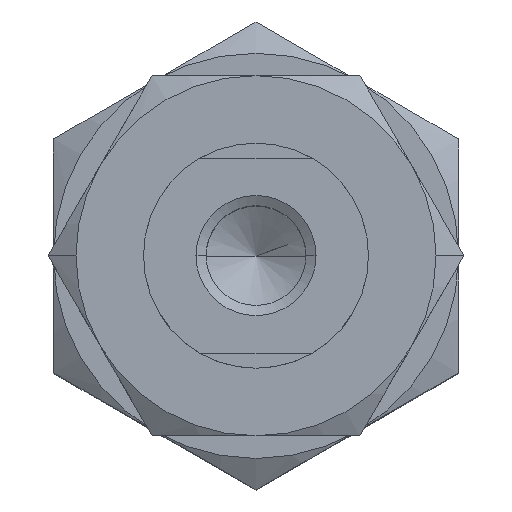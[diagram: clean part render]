
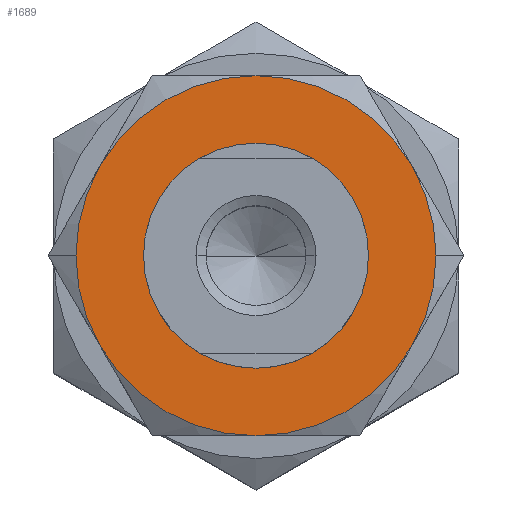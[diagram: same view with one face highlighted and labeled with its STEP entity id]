
A CAD part, top view. The second image highlights one B-rep face of the part: STEP entity #1689.
In plain terms, the highlighted planar face has unit normal (0, 0, 1).
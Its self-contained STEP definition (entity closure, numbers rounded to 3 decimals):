
#733=VERTEX_POINT('',#1932);
#757=VERTEX_POINT('',#1957);
#969=VERTEX_POINT('',#2197);
#1045=EDGE_CURVE('',#1633,#733,#2283,.T.);
#1059=EDGE_CURVE('',#969,#1427,#2298,.T.);
#1065=VERTEX_POINT('',#2304);
#1113=EDGE_CURVE('',#1427,#969,#2357,.T.);
#1179=VERTEX_POINT('',#2430);
#1185=EDGE_CURVE('',#1629,#1633,#2436,.T.);
#1193=EDGE_CURVE('',#733,#1745,#2444,.T.);
#1213=EDGE_CURVE('',#1745,#1065,#2468,.T.);
#1223=EDGE_CURVE('',#1065,#1395,#2478,.T.);
#1235=EDGE_CURVE('',#1395,#757,#2491,.T.);
#1251=EDGE_CURVE('',#1179,#1629,#2510,.T.);
#1395=VERTEX_POINT('',#2672);
#1427=VERTEX_POINT('',#2707);
#1629=VERTEX_POINT('',#2932);
#1633=VERTEX_POINT('',#2937);
#1689=ADVANCED_FACE('',(#3000,#3001),#3002,.T.);
#1743=EDGE_CURVE('',#757,#1179,#3062,.T.);
#1745=VERTEX_POINT('',#3064);
#1932=CARTESIAN_POINT('',(12.0,0.,-6.5));
#1957=CARTESIAN_POINT('',(-12.0,0.,-6.5));
#2197=CARTESIAN_POINT('',(-7.5,0.,-6.5));
#2283=CIRCLE('',#3967,12.0);
#2298=CIRCLE('',#3989,7.5);
#2304=CARTESIAN_POINT('',(0.,-12.0,-6.5));
#2357=CIRCLE('',#4079,7.5);
#2430=CARTESIAN_POINT('',(-10.392,6.,-6.5));
#2436=CIRCLE('',#4206,12.0);
#2444=CIRCLE('',#4219,12.0);
#2468=CIRCLE('',#4260,12.0);
#2478=CIRCLE('',#4273,12.0);
#2491=CIRCLE('',#4288,12.0);
#2510=CIRCLE('',#4312,12.0);
#2672=CARTESIAN_POINT('',(-10.392,-6.,-6.5));
#2707=CARTESIAN_POINT('',(7.5,0.,-6.5));
#2932=CARTESIAN_POINT('',(0.,12.0,-6.5));
#2937=CARTESIAN_POINT('',(10.392,6.,-6.5));
#3000=FACE_OUTER_BOUND('',#5276,.T.);
#3001=FACE_BOUND('',#5277,.T.);
#3002=PLANE('',#5278);
#3062=CIRCLE('',#5384,12.0);
#3064=CARTESIAN_POINT('',(10.392,-6.,-6.5));
#3967=AXIS2_PLACEMENT_3D('',#6035,#6036,#6037);
#3989=AXIS2_PLACEMENT_3D('',#6053,#6054,#6055);
#4079=AXIS2_PLACEMENT_3D('',#6112,#6113,#6114);
#4206=AXIS2_PLACEMENT_3D('',#6194,#6195,#6196);
#4219=AXIS2_PLACEMENT_3D('',#6199,#6200,#6201);
#4260=AXIS2_PLACEMENT_3D('',#6243,#6244,#6245);
#4273=AXIS2_PLACEMENT_3D('',#6247,#6248,#6249);
#4288=AXIS2_PLACEMENT_3D('',#6262,#6263,#6264);
#4312=AXIS2_PLACEMENT_3D('',#6291,#6292,#6293);
#5276=EDGE_LOOP('',(#6840,#6841,#6842,#6843,#6844,#6845,#6846,#6847));
#5277=EDGE_LOOP('',(#6848,#6849));
#5278=AXIS2_PLACEMENT_3D('',#6850,#6851,#6852);
#5384=AXIS2_PLACEMENT_3D('',#6914,#6915,#6916);
#6035=CARTESIAN_POINT('',(0.,0.,-6.5));
#6036=DIRECTION('',(0.,0.,-1.0));
#6037=DIRECTION('',(-1.0,0.,0.));
#6053=CARTESIAN_POINT('',(0.,0.,-6.5));
#6054=DIRECTION('',(0.,0.,-1.0));
#6055=DIRECTION('',(-1.0,0.,0.));
#6112=CARTESIAN_POINT('',(0.,0.,-6.5));
#6113=DIRECTION('',(0.,0.,-1.0));
#6114=DIRECTION('',(-1.0,0.,0.));
#6194=CARTESIAN_POINT('',(0.,0.,-6.5));
#6195=DIRECTION('',(0.,0.,-1.0));
#6196=DIRECTION('',(-1.0,0.,0.));
#6199=CARTESIAN_POINT('',(0.,0.,-6.5));
#6200=DIRECTION('',(0.,0.,-1.0));
#6201=DIRECTION('',(-1.0,0.,0.));
#6243=CARTESIAN_POINT('',(0.,0.,-6.5));
#6244=DIRECTION('',(0.,0.,-1.0));
#6245=DIRECTION('',(-1.0,0.,0.));
#6247=CARTESIAN_POINT('',(0.,0.,-6.5));
#6248=DIRECTION('',(0.,0.,-1.0));
#6249=DIRECTION('',(-1.0,0.,0.));
#6262=CARTESIAN_POINT('',(0.,0.,-6.5));
#6263=DIRECTION('',(0.,0.,-1.0));
#6264=DIRECTION('',(-1.0,0.,0.));
#6291=CARTESIAN_POINT('',(0.,0.,-6.5));
#6292=DIRECTION('',(0.,0.,-1.0));
#6293=DIRECTION('',(-1.0,0.,0.));
#6840=ORIENTED_EDGE('',*,*,#1235,.F.);
#6841=ORIENTED_EDGE('',*,*,#1223,.F.);
#6842=ORIENTED_EDGE('',*,*,#1213,.F.);
#6843=ORIENTED_EDGE('',*,*,#1193,.F.);
#6844=ORIENTED_EDGE('',*,*,#1045,.F.);
#6845=ORIENTED_EDGE('',*,*,#1185,.F.);
#6846=ORIENTED_EDGE('',*,*,#1251,.F.);
#6847=ORIENTED_EDGE('',*,*,#1743,.F.);
#6848=ORIENTED_EDGE('',*,*,#1059,.T.);
#6849=ORIENTED_EDGE('',*,*,#1113,.T.);
#6850=CARTESIAN_POINT('',(-9.75,0.,-6.5));
#6851=DIRECTION('',(0.,0.,1.0));
#6852=DIRECTION('',(-1.0,0.,0.));
#6914=CARTESIAN_POINT('',(0.,0.,-6.5));
#6915=DIRECTION('',(0.,0.,-1.0));
#6916=DIRECTION('',(-1.0,0.,0.));
